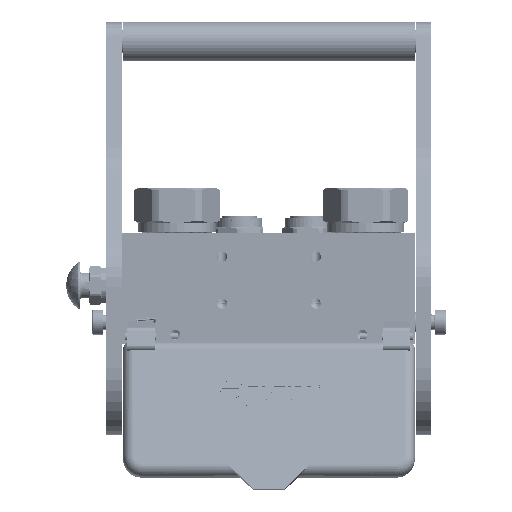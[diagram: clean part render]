
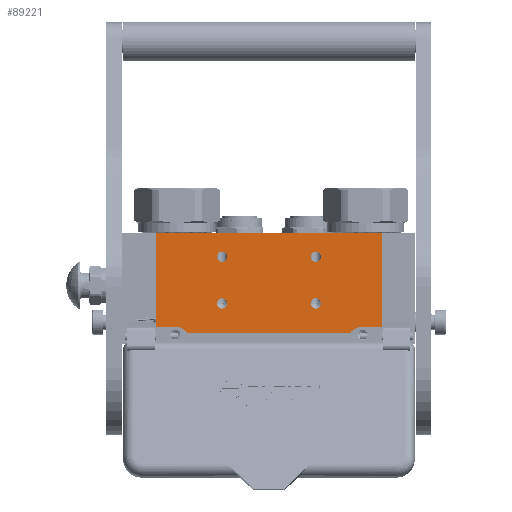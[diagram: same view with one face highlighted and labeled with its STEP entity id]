
A CAD part, left-side view. The second image highlights one B-rep face of the part: STEP entity #89221.
In plain terms, the highlighted face is planar.
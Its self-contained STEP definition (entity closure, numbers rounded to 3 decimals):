
#173 = EDGE_CURVE ( 'NONE', #1653, #121020, #108067, .T. ) ;
#783 = LINE ( 'NONE', #6698, #41796 ) ;
#1119 = ORIENTED_EDGE ( 'NONE', *, *, #121002, .F. ) ;
#1653 = VERTEX_POINT ( 'NONE', #82133 ) ;
#1991 = CARTESIAN_POINT ( 'NONE',  ( 124., 15., -108. ) ) ;
#2188 = DIRECTION ( 'NONE',  ( 0., 1., 0. ) ) ;
#4136 = DIRECTION ( 'NONE',  ( 0., -1., 0. ) ) ;
#4478 = VECTOR ( 'NONE', #18726, 1000. ) ;
#4576 = ORIENTED_EDGE ( 'NONE', *, *, #36786, .F. ) ;
#6309 = VERTEX_POINT ( 'NONE', #94813 ) ;
#6698 = CARTESIAN_POINT ( 'NONE',  ( 145.854, 64.2, -108. ) ) ;
#8263 = CARTESIAN_POINT ( 'NONE',  ( 166.7, 60., -108. ) ) ;
#8525 = ORIENTED_EDGE ( 'NONE', *, *, #54204, .F. ) ;
#8748 = CARTESIAN_POINT ( 'NONE',  ( 124., 48.3, -108. ) ) ;
#8902 = CARTESIAN_POINT ( 'NONE',  ( 34., 70., -108. ) ) ;
#8910 = VERTEX_POINT ( 'NONE', #59833 ) ;
#11065 = VERTEX_POINT ( 'NONE', #33407 ) ;
#11201 = DIRECTION ( 'NONE',  ( 0., -1., 0. ) ) ;
#11495 = CARTESIAN_POINT ( 'NONE',  ( 21.3, 0., -108. ) ) ;
#14941 = PLANE ( 'NONE',  #100046 ) ;
#16208 = VECTOR ( 'NONE', #121166, 1000. ) ;
#18726 = DIRECTION ( 'NONE',  ( -1., 0., 0. ) ) ;
#19846 = EDGE_CURVE ( 'NONE', #65765, #76300, #85386, .T. ) ;
#21453 = ORIENTED_EDGE ( 'NONE', *, *, #62732, .F. ) ;
#21870 = CARTESIAN_POINT ( 'NONE',  ( 64., 15., -108. ) ) ;
#23246 = AXIS2_PLACEMENT_3D ( 'NONE', #69050, #69525, #4136 ) ;
#27810 = ORIENTED_EDGE ( 'NONE', *, *, #126577, .F. ) ;
#27912 = CARTESIAN_POINT ( 'NONE',  ( 166.7, 0., -108. ) ) ;
#28598 = CIRCLE ( 'NONE', #81373, 3.3 ) ;
#29466 = EDGE_LOOP ( 'NONE', ( #127703, #134729 ) ) ;
#29532 = VERTEX_POINT ( 'NONE', #8748 ) ;
#29709 = ORIENTED_EDGE ( 'NONE', *, *, #173, .F. ) ;
#31142 = VERTEX_POINT ( 'NONE', #93750 ) ;
#33407 = CARTESIAN_POINT ( 'NONE',  ( 64., 18.3, -108. ) ) ;
#34395 = AXIS2_PLACEMENT_3D ( 'NONE', #51325, #97113, #11201 ) ;
#35420 = DIRECTION ( 'NONE',  ( 0., 1., 0. ) ) ;
#36382 = CARTESIAN_POINT ( 'NONE',  ( 64., 45., -108. ) ) ;
#36786 = EDGE_CURVE ( 'NONE', #63474, #29532, #78463, .T. ) ;
#36896 = EDGE_LOOP ( 'NONE', ( #21453, #66327 ) ) ;
#37937 = CARTESIAN_POINT ( 'NONE',  ( 145.854, 64.2, -108. ) ) ;
#41161 = ORIENTED_EDGE ( 'NONE', *, *, #112932, .F. ) ;
#41796 = VECTOR ( 'NONE', #72063, 1000. ) ;
#41810 = DIRECTION ( 'NONE',  ( 0., 0., -1. ) ) ;
#42087 = AXIS2_PLACEMENT_3D ( 'NONE', #21870, #120748, #54355 ) ;
#43912 = DIRECTION ( 'NONE',  ( 0., 0., -1. ) ) ;
#44097 = DIRECTION ( 'NONE',  ( 0., 0., -1. ) ) ;
#44975 = EDGE_CURVE ( 'NONE', #132703, #46362, #28598, .T. ) ;
#45011 = CIRCLE ( 'NONE', #34395, 10. ) ;
#45240 = LINE ( 'NONE', #79074, #16208 ) ;
#45682 = CARTESIAN_POINT ( 'NONE',  ( 124., 15., -108. ) ) ;
#46362 = VERTEX_POINT ( 'NONE', #51220 ) ;
#48082 = ORIENTED_EDGE ( 'NONE', *, *, #130136, .T. ) ;
#50646 = CARTESIAN_POINT ( 'NONE',  ( 21.3, 60., -108. ) ) ;
#51220 = CARTESIAN_POINT ( 'NONE',  ( 64., 48.3, -108. ) ) ;
#51325 = CARTESIAN_POINT ( 'NONE',  ( 154., 70., -108. ) ) ;
#53031 = VERTEX_POINT ( 'NONE', #50646 ) ;
#53316 = DIRECTION ( 'NONE',  ( 0., 0., -1. ) ) ;
#53711 = VECTOR ( 'NONE', #114844, 1000. ) ;
#53964 = DIRECTION ( 'NONE',  ( 0., 1., 0. ) ) ;
#54204 = EDGE_CURVE ( 'NONE', #127790, #65765, #783, .T. ) ;
#54355 = DIRECTION ( 'NONE',  ( 0., -1., 0. ) ) ;
#55331 = CARTESIAN_POINT ( 'NONE',  ( 34., 60., -108. ) ) ;
#56007 = DIRECTION ( 'NONE',  ( 0., -1., 0. ) ) ;
#57626 = ORIENTED_EDGE ( 'NONE', *, *, #128250, .T. ) ;
#59833 = CARTESIAN_POINT ( 'NONE',  ( 154., 60., -108. ) ) ;
#59890 = FACE_BOUND ( 'NONE', #91027, .T. ) ;
#61033 = EDGE_LOOP ( 'NONE', ( #29709, #73583, #57626, #48082, #61500, #8525, #87399, #1119 ) ) ;
#61500 = ORIENTED_EDGE ( 'NONE', *, *, #19846, .F. ) ;
#62093 = AXIS2_PLACEMENT_3D ( 'NONE', #1991, #44097, #56007 ) ;
#62732 = EDGE_CURVE ( 'NONE', #6309, #31142, #124599, .T. ) ;
#63474 = VERTEX_POINT ( 'NONE', #105196 ) ;
#65765 = VERTEX_POINT ( 'NONE', #73529 ) ;
#65885 = EDGE_CURVE ( 'NONE', #11065, #107064, #114971, .T. ) ;
#66327 = ORIENTED_EDGE ( 'NONE', *, *, #74219, .F. ) ;
#67029 = VERTEX_POINT ( 'NONE', #11495 ) ;
#68292 = FACE_BOUND ( 'NONE', #119548, .T. ) ;
#69050 = CARTESIAN_POINT ( 'NONE',  ( 124., 45., -108. ) ) ;
#69222 = EDGE_CURVE ( 'NONE', #107064, #11065, #74829, .T. ) ;
#69525 = DIRECTION ( 'NONE',  ( 0., 0., -1. ) ) ;
#69766 = DIRECTION ( 'NONE',  ( 0., 0., -1. ) ) ;
#70324 = DIRECTION ( 'NONE',  ( 0., 0., -1. ) ) ;
#72063 = DIRECTION ( 'NONE',  ( -1., 0., 0. ) ) ;
#73529 = CARTESIAN_POINT ( 'NONE',  ( 42.146, 64.2, -108. ) ) ;
#73583 = ORIENTED_EDGE ( 'NONE', *, *, #77118, .T. ) ;
#74219 = EDGE_CURVE ( 'NONE', #31142, #6309, #92025, .T. ) ;
#74829 = CIRCLE ( 'NONE', #42087, 3.3 ) ;
#75185 = FACE_OUTER_BOUND ( 'NONE', #61033, .T. ) ;
#76300 = VERTEX_POINT ( 'NONE', #55331 ) ;
#76926 = DIRECTION ( 'NONE',  ( 0., 1., 0. ) ) ;
#77118 = EDGE_CURVE ( 'NONE', #1653, #67029, #82740, .T. ) ;
#78463 = CIRCLE ( 'NONE', #23246, 3.3 ) ;
#78961 = VECTOR ( 'NONE', #76926, 1000. ) ;
#79074 = CARTESIAN_POINT ( 'NONE',  ( 21.3, 60., -108. ) ) ;
#79457 = DIRECTION ( 'NONE',  ( 0., -1., 0. ) ) ;
#79845 = DIRECTION ( 'NONE',  ( -1., 0., 0. ) ) ;
#80403 = CARTESIAN_POINT ( 'NONE',  ( 64., 45., -108. ) ) ;
#81373 = AXIS2_PLACEMENT_3D ( 'NONE', #80403, #70324, #79457 ) ;
#82133 = CARTESIAN_POINT ( 'NONE',  ( 166.7, 0., -108. ) ) ;
#82740 = LINE ( 'NONE', #27912, #53711 ) ;
#83402 = LINE ( 'NONE', #99396, #98719 ) ;
#85386 = CIRCLE ( 'NONE', #135232, 10. ) ;
#87145 = CARTESIAN_POINT ( 'NONE',  ( 124., 45., -108. ) ) ;
#87399 = ORIENTED_EDGE ( 'NONE', *, *, #110440, .F. ) ;
#89221 = ADVANCED_FACE ( 'NONE', ( #59890, #117983, #68292, #133274, #75185 ), #14941, .T. ) ;
#89750 = CARTESIAN_POINT ( 'NONE',  ( 166.7, 0., -108. ) ) ;
#91027 = EDGE_LOOP ( 'NONE', ( #4576, #41161 ) ) ;
#92025 = CIRCLE ( 'NONE', #121418, 3.3 ) ;
#93373 = ORIENTED_EDGE ( 'NONE', *, *, #44975, .F. ) ;
#93750 = CARTESIAN_POINT ( 'NONE',  ( 124., 18.3, -108. ) ) ;
#94813 = CARTESIAN_POINT ( 'NONE',  ( 124., 11.7, -108. ) ) ;
#97074 = CARTESIAN_POINT ( 'NONE',  ( 64., 41.7, -108. ) ) ;
#97113 = DIRECTION ( 'NONE',  ( 0., 0., -1. ) ) ;
#98719 = VECTOR ( 'NONE', #35420, 1000. ) ;
#99396 = CARTESIAN_POINT ( 'NONE',  ( 21.3, 0., -108. ) ) ;
#100046 = AXIS2_PLACEMENT_3D ( 'NONE', #135259, #69766, #79845 ) ;
#102701 = DIRECTION ( 'NONE',  ( 0., 1., 0. ) ) ;
#105196 = CARTESIAN_POINT ( 'NONE',  ( 124., 41.7, -108. ) ) ;
#105386 = AXIS2_PLACEMENT_3D ( 'NONE', #109315, #43912, #53964 ) ;
#107064 = VERTEX_POINT ( 'NONE', #121806 ) ;
#108067 = LINE ( 'NONE', #89750, #78961 ) ;
#109315 = CARTESIAN_POINT ( 'NONE',  ( 64., 15., -108. ) ) ;
#110440 = EDGE_CURVE ( 'NONE', #8910, #127790, #45011, .T. ) ;
#111558 = DIRECTION ( 'NONE',  ( 0., 0., -1. ) ) ;
#112932 = EDGE_CURVE ( 'NONE', #29532, #63474, #124440, .T. ) ;
#114844 = DIRECTION ( 'NONE',  ( -1., 0., 0. ) ) ;
#114971 = CIRCLE ( 'NONE', #105386, 3.3 ) ;
#117079 = AXIS2_PLACEMENT_3D ( 'NONE', #87145, #53316, #120166 ) ;
#117983 = FACE_BOUND ( 'NONE', #36896, .T. ) ;
#119548 = EDGE_LOOP ( 'NONE', ( #93373, #27810 ) ) ;
#119857 = CIRCLE ( 'NONE', #128999, 3.3 ) ;
#120166 = DIRECTION ( 'NONE',  ( 0., 1., 0. ) ) ;
#120748 = DIRECTION ( 'NONE',  ( 0., 0., -1. ) ) ;
#121002 = EDGE_CURVE ( 'NONE', #121020, #8910, #124082, .T. ) ;
#121020 = VERTEX_POINT ( 'NONE', #8263 ) ;
#121166 = DIRECTION ( 'NONE',  ( 1., 0., 0. ) ) ;
#121418 = AXIS2_PLACEMENT_3D ( 'NONE', #45682, #111558, #2188 ) ;
#121806 = CARTESIAN_POINT ( 'NONE',  ( 64., 11.7, -108. ) ) ;
#124082 = LINE ( 'NONE', #127105, #4478 ) ;
#124440 = CIRCLE ( 'NONE', #117079, 3.3 ) ;
#124599 = CIRCLE ( 'NONE', #62093, 3.3 ) ;
#126577 = EDGE_CURVE ( 'NONE', #46362, #132703, #119857, .T. ) ;
#127105 = CARTESIAN_POINT ( 'NONE',  ( 166.7, 60., -108. ) ) ;
#127703 = ORIENTED_EDGE ( 'NONE', *, *, #69222, .F. ) ;
#127790 = VERTEX_POINT ( 'NONE', #37937 ) ;
#128250 = EDGE_CURVE ( 'NONE', #67029, #53031, #83402, .T. ) ;
#128999 = AXIS2_PLACEMENT_3D ( 'NONE', #36382, #135737, #102701 ) ;
#130136 = EDGE_CURVE ( 'NONE', #53031, #76300, #45240, .T. ) ;
#132703 = VERTEX_POINT ( 'NONE', #97074 ) ;
#133274 = FACE_BOUND ( 'NONE', #29466, .T. ) ;
#134729 = ORIENTED_EDGE ( 'NONE', *, *, #65885, .F. ) ;
#135232 = AXIS2_PLACEMENT_3D ( 'NONE', #8902, #41810, #140189 ) ;
#135259 = CARTESIAN_POINT ( 'NONE',  ( 166.7, 0., -108. ) ) ;
#135737 = DIRECTION ( 'NONE',  ( 0., 0., -1. ) ) ;
#140189 = DIRECTION ( 'NONE',  ( 0.815, -0.58, 0. ) ) ;
